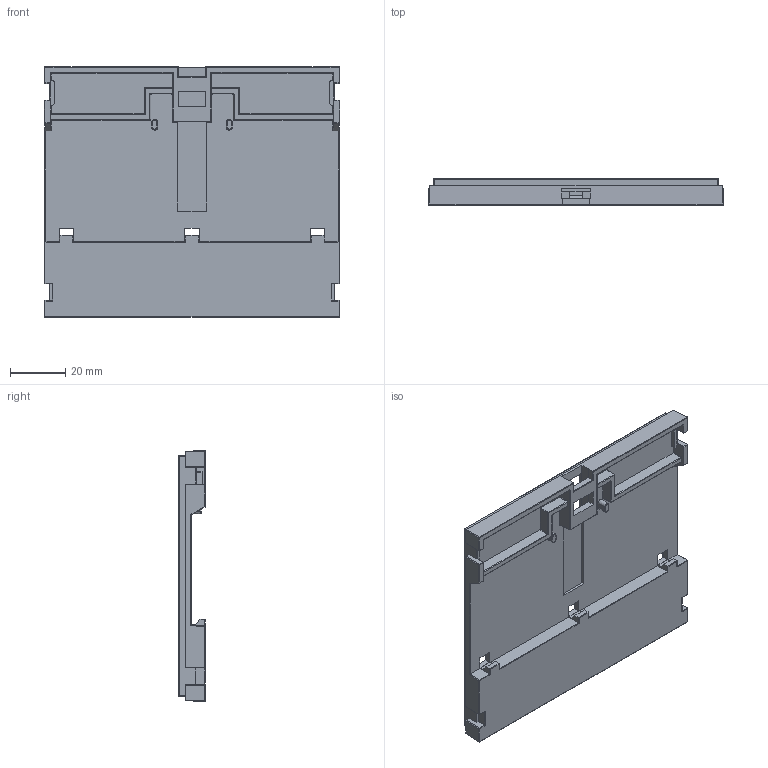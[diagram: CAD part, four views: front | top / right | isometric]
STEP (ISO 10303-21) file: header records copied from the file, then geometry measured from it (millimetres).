
FILE_DESCRIPTION((''),'2;1');
FILE_NAME('GAINTA_D6MG_BASE','2015-03-05T',('Oleg'),(''),'CREO PARAMETRIC BY PTC INC, 2014440','CREO PARAMETRIC BY PTC INC, 2014440','');
FILE_SCHEMA(('CONFIG_CONTROL_DESIGN'));
Length unit declared in the file: millimetre
Products named in the file (1): GAINTA_D6MG_BASE
Bounding box: 106.73 x 9.63 x 90.68 mm (x, y, z)
Volume: 26740.3 mm3; surface area: 27196.1 mm2
Topology: 1 solids, 1 shells, 336 faces, 843 edges, 506 vertices
Faces by surface type: plane 141, cylinder 133, sphere 32, bspline 22, cone 4, torus 4
Entity records: 11229 total; most frequent: CARTESIAN_POINT 3416, ORIENTED_EDGE 1686, DIRECTION 1511, EDGE_CURVE 843, VECTOR 557, LINE 557, VERTEX_POINT 506, AXIS2_PLACEMENT_3D 477
